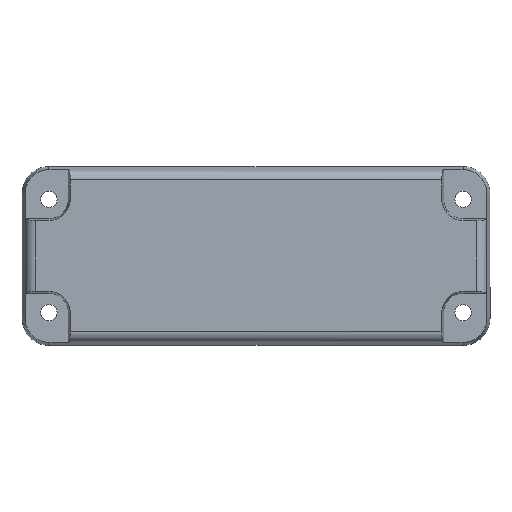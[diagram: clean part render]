
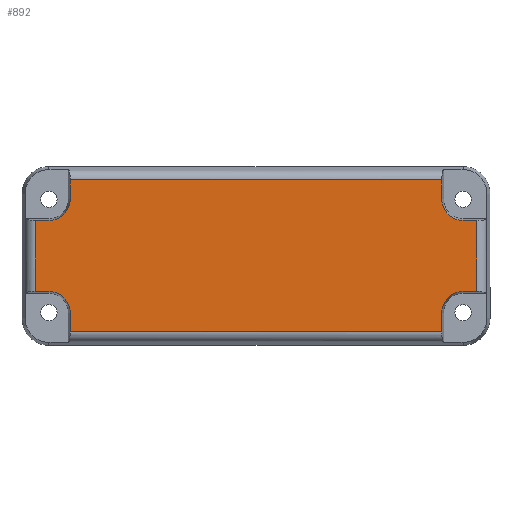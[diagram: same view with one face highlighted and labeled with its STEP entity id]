
A CAD part, top view. The second image highlights one B-rep face of the part: STEP entity #892.
In plain terms, the highlighted planar face has unit normal (0, 0, 1).
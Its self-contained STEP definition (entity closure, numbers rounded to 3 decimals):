
#2 = EDGE_CURVE ( 'NONE', #1507, #1289, #745, .T. ) ;
#10 = CARTESIAN_POINT ( 'NONE',  ( 131., 40., 15. ) ) ;
#22 = CARTESIAN_POINT ( 'NONE',  ( -146., 44., 15. ) ) ;
#30 = AXIS2_PLACEMENT_3D ( 'NONE', #611, #1760, #1111 ) ;
#37 = VERTEX_POINT ( 'NONE', #1376 ) ;
#40 = CARTESIAN_POINT ( 'NONE',  ( -155.609, 44., 15. ) ) ;
#44 = FACE_OUTER_BOUND ( 'NONE', #1129, .T. ) ;
#92 = LINE ( 'NONE', #2051, #1398 ) ;
#101 = VECTOR ( 'NONE', #1331, 1000. ) ;
#129 = CARTESIAN_POINT ( 'NONE',  ( 155.609, 25., 15. ) ) ;
#140 = LINE ( 'NONE', #1024, #1392 ) ;
#143 = VECTOR ( 'NONE', #1995, 1000. ) ;
#164 = LINE ( 'NONE', #768, #1005 ) ;
#175 = DIRECTION ( 'NONE',  ( 1., 0., 0. ) ) ;
#187 = DIRECTION ( 'NONE',  ( 0., 0., -1. ) ) ;
#196 = AXIS2_PLACEMENT_3D ( 'NONE', #1850, #662, #175 ) ;
#202 = CARTESIAN_POINT ( 'NONE',  ( -131., -40., 15. ) ) ;
#205 = CIRCLE ( 'NONE', #1296, 15. ) ;
#267 = VERTEX_POINT ( 'NONE', #2113 ) ;
#302 = CARTESIAN_POINT ( 'NONE',  ( -146., -40., 15. ) ) ;
#305 = EDGE_CURVE ( 'NONE', #1887, #1318, #581, .T. ) ;
#310 = VECTOR ( 'NONE', #1521, 1000. ) ;
#355 = VERTEX_POINT ( 'NONE', #465 ) ;
#386 = DIRECTION ( 'NONE',  ( -1., 0., 0. ) ) ;
#417 = ORIENTED_EDGE ( 'NONE', *, *, #895, .T. ) ;
#449 = VERTEX_POINT ( 'NONE', #202 ) ;
#451 = EDGE_CURVE ( 'NONE', #1254, #1719, #1984, .T. ) ;
#465 = CARTESIAN_POINT ( 'NONE',  ( -131., 40., 15. ) ) ;
#501 = VECTOR ( 'NONE', #950, 1000. ) ;
#535 = VERTEX_POINT ( 'NONE', #2056 ) ;
#575 = ORIENTED_EDGE ( 'NONE', *, *, #667, .T. ) ;
#581 = CIRCLE ( 'NONE', #30, 15. ) ;
#592 = AXIS2_PLACEMENT_3D ( 'NONE', #22, #187, #1013 ) ;
#611 = CARTESIAN_POINT ( 'NONE',  ( 146., 40., 15. ) ) ;
#639 = CARTESIAN_POINT ( 'NONE',  ( -131., 44., 15. ) ) ;
#653 = DIRECTION ( 'NONE',  ( 0., 1., 0. ) ) ;
#662 = DIRECTION ( 'NONE',  ( 0., 0., 1. ) ) ;
#667 = EDGE_CURVE ( 'NONE', #1887, #2096, #1823, .T. ) ;
#668 = VECTOR ( 'NONE', #1871, 1000. ) ;
#672 = LINE ( 'NONE', #2024, #727 ) ;
#690 = VERTEX_POINT ( 'NONE', #927 ) ;
#727 = VECTOR ( 'NONE', #1192, 1000. ) ;
#745 = LINE ( 'NONE', #877, #310 ) ;
#759 = EDGE_CURVE ( 'NONE', #1254, #355, #796, .T. ) ;
#768 = CARTESIAN_POINT ( 'NONE',  ( 155.609, 44., 15. ) ) ;
#769 = EDGE_CURVE ( 'NONE', #449, #690, #205, .T. ) ;
#786 = DIRECTION ( 'NONE',  ( 0., 1., 0. ) ) ;
#796 = CIRCLE ( 'NONE', #1932, 15. ) ;
#798 = VECTOR ( 'NONE', #864, 1000. ) ;
#800 = ORIENTED_EDGE ( 'NONE', *, *, #1076, .F. ) ;
#801 = VECTOR ( 'NONE', #653, 1000. ) ;
#819 = CARTESIAN_POINT ( 'NONE',  ( -146., 40., 15. ) ) ;
#828 = CARTESIAN_POINT ( 'NONE',  ( -146., 53.609, 15. ) ) ;
#845 = ORIENTED_EDGE ( 'NONE', *, *, #2, .F. ) ;
#855 = LINE ( 'NONE', #639, #1941 ) ;
#864 = DIRECTION ( 'NONE',  ( 1., 0., 0. ) ) ;
#877 = CARTESIAN_POINT ( 'NONE',  ( 131., -63., 15. ) ) ;
#892 = ADVANCED_FACE ( 'NONE', ( #44 ), #997, .F. ) ;
#895 = EDGE_CURVE ( 'NONE', #2096, #941, #1944, .T. ) ;
#927 = CARTESIAN_POINT ( 'NONE',  ( -146., -25., 15. ) ) ;
#932 = EDGE_CURVE ( 'NONE', #267, #1507, #1496, .T. ) ;
#938 = CARTESIAN_POINT ( 'NONE',  ( 131., 44., 15. ) ) ;
#941 = VERTEX_POINT ( 'NONE', #1504 ) ;
#950 = DIRECTION ( 'NONE',  ( 0., 1., 0. ) ) ;
#955 = CARTESIAN_POINT ( 'NONE',  ( -131., -53.609, 15. ) ) ;
#997 = PLANE ( 'NONE',  #592 ) ;
#1005 = VECTOR ( 'NONE', #786, 1000. ) ;
#1013 = DIRECTION ( 'NONE',  ( -1., 0., 0. ) ) ;
#1024 = CARTESIAN_POINT ( 'NONE',  ( -146., -25., 15. ) ) ;
#1047 = EDGE_CURVE ( 'NONE', #267, #535, #1153, .T. ) ;
#1071 = CARTESIAN_POINT ( 'NONE',  ( 131., 53.609, 15. ) ) ;
#1076 = EDGE_CURVE ( 'NONE', #690, #37, #140, .T. ) ;
#1111 = DIRECTION ( 'NONE',  ( -1., 0., 0. ) ) ;
#1115 = DIRECTION ( 'NONE',  ( -1., 0., 0. ) ) ;
#1129 = EDGE_LOOP ( 'NONE', ( #1607, #1293, #1730, #1379, #575, #417, #1362, #2047, #1892, #1943, #800, #1308, #1766, #1419, #845, #2008 ) ) ;
#1152 = LINE ( 'NONE', #40, #143 ) ;
#1153 = LINE ( 'NONE', #2017, #798 ) ;
#1155 = EDGE_CURVE ( 'NONE', #535, #1787, #164, .T. ) ;
#1192 = DIRECTION ( 'NONE',  ( 1., 0., 0. ) ) ;
#1223 = EDGE_CURVE ( 'NONE', #355, #941, #1236, .T. ) ;
#1236 = LINE ( 'NONE', #1299, #801 ) ;
#1252 = VERTEX_POINT ( 'NONE', #955 ) ;
#1254 = VERTEX_POINT ( 'NONE', #2118 ) ;
#1289 = VERTEX_POINT ( 'NONE', #1453 ) ;
#1293 = ORIENTED_EDGE ( 'NONE', *, *, #1155, .T. ) ;
#1296 = AXIS2_PLACEMENT_3D ( 'NONE', #302, #1468, #1115 ) ;
#1299 = CARTESIAN_POINT ( 'NONE',  ( -131., 63., 15. ) ) ;
#1308 = ORIENTED_EDGE ( 'NONE', *, *, #769, .F. ) ;
#1318 = VERTEX_POINT ( 'NONE', #1641 ) ;
#1331 = DIRECTION ( 'NONE',  ( -1., 0., 0. ) ) ;
#1362 = ORIENTED_EDGE ( 'NONE', *, *, #1223, .F. ) ;
#1376 = CARTESIAN_POINT ( 'NONE',  ( -155.609, -25., 15. ) ) ;
#1379 = ORIENTED_EDGE ( 'NONE', *, *, #305, .F. ) ;
#1392 = VECTOR ( 'NONE', #386, 1000. ) ;
#1398 = VECTOR ( 'NONE', #1873, 1000. ) ;
#1419 = ORIENTED_EDGE ( 'NONE', *, *, #1566, .T. ) ;
#1453 = CARTESIAN_POINT ( 'NONE',  ( 131., -53.609, 15. ) ) ;
#1468 = DIRECTION ( 'NONE',  ( 0., 0., 1. ) ) ;
#1496 = CIRCLE ( 'NONE', #196, 15. ) ;
#1504 = CARTESIAN_POINT ( 'NONE',  ( -131., 53.609, 15. ) ) ;
#1507 = VERTEX_POINT ( 'NONE', #1868 ) ;
#1521 = DIRECTION ( 'NONE',  ( 0., -1., 0. ) ) ;
#1566 = EDGE_CURVE ( 'NONE', #1252, #1289, #92, .T. ) ;
#1607 = ORIENTED_EDGE ( 'NONE', *, *, #1047, .T. ) ;
#1621 = DIRECTION ( 'NONE',  ( 0., 0., 1. ) ) ;
#1641 = CARTESIAN_POINT ( 'NONE',  ( 146., 25., 15. ) ) ;
#1719 = VERTEX_POINT ( 'NONE', #1899 ) ;
#1730 = ORIENTED_EDGE ( 'NONE', *, *, #2045, .F. ) ;
#1760 = DIRECTION ( 'NONE',  ( 0., 0., 1. ) ) ;
#1766 = ORIENTED_EDGE ( 'NONE', *, *, #1927, .T. ) ;
#1787 = VERTEX_POINT ( 'NONE', #129 ) ;
#1801 = DIRECTION ( 'NONE',  ( 0., -1., 0. ) ) ;
#1804 = DIRECTION ( 'NONE',  ( 1., 0., 0. ) ) ;
#1823 = LINE ( 'NONE', #938, #501 ) ;
#1850 = CARTESIAN_POINT ( 'NONE',  ( 146., -40., 15. ) ) ;
#1857 = CARTESIAN_POINT ( 'NONE',  ( -146., 25., 15. ) ) ;
#1868 = CARTESIAN_POINT ( 'NONE',  ( 131., -40., 15. ) ) ;
#1871 = DIRECTION ( 'NONE',  ( -1., 0., 0. ) ) ;
#1873 = DIRECTION ( 'NONE',  ( 1., 0., 0. ) ) ;
#1887 = VERTEX_POINT ( 'NONE', #10 ) ;
#1892 = ORIENTED_EDGE ( 'NONE', *, *, #451, .T. ) ;
#1899 = CARTESIAN_POINT ( 'NONE',  ( -155.609, 25., 15. ) ) ;
#1927 = EDGE_CURVE ( 'NONE', #449, #1252, #855, .T. ) ;
#1932 = AXIS2_PLACEMENT_3D ( 'NONE', #819, #1621, #1804 ) ;
#1941 = VECTOR ( 'NONE', #1801, 1000. ) ;
#1943 = ORIENTED_EDGE ( 'NONE', *, *, #1980, .T. ) ;
#1944 = LINE ( 'NONE', #828, #101 ) ;
#1980 = EDGE_CURVE ( 'NONE', #1719, #37, #1152, .T. ) ;
#1984 = LINE ( 'NONE', #1857, #668 ) ;
#1995 = DIRECTION ( 'NONE',  ( 0., -1., 0. ) ) ;
#2008 = ORIENTED_EDGE ( 'NONE', *, *, #932, .F. ) ;
#2017 = CARTESIAN_POINT ( 'NONE',  ( -146., -25., 15. ) ) ;
#2024 = CARTESIAN_POINT ( 'NONE',  ( 146., 25., 15. ) ) ;
#2045 = EDGE_CURVE ( 'NONE', #1318, #1787, #672, .T. ) ;
#2047 = ORIENTED_EDGE ( 'NONE', *, *, #759, .F. ) ;
#2051 = CARTESIAN_POINT ( 'NONE',  ( -146., -53.609, 15. ) ) ;
#2056 = CARTESIAN_POINT ( 'NONE',  ( 155.609, -25., 15. ) ) ;
#2096 = VERTEX_POINT ( 'NONE', #1071 ) ;
#2113 = CARTESIAN_POINT ( 'NONE',  ( 146., -25., 15. ) ) ;
#2118 = CARTESIAN_POINT ( 'NONE',  ( -146., 25., 15. ) ) ;
